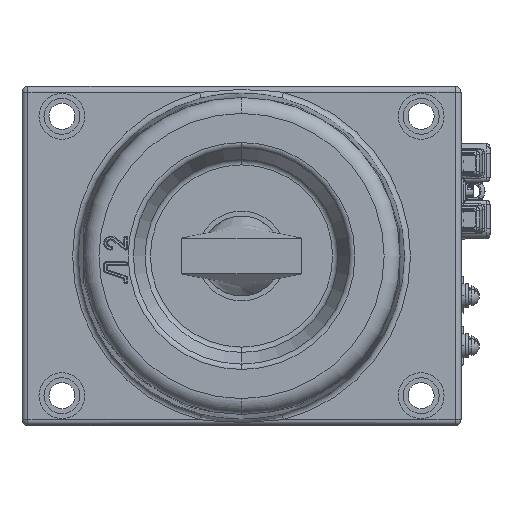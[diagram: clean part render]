
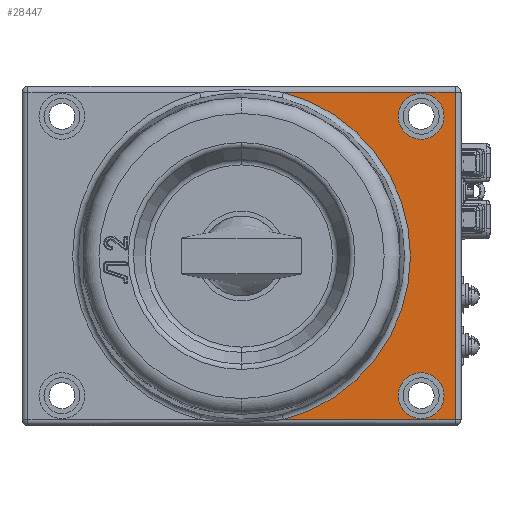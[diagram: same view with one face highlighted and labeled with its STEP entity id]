
A CAD part, left-side view. The second image highlights one B-rep face of the part: STEP entity #28447.
In plain terms, the highlighted planar face has unit normal (-1, 0, 0).
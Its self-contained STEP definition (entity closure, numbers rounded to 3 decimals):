
#1279 = ORIENTED_EDGE ( 'NONE', *, *, #49949, .T. ) ;
#1285 = ORIENTED_EDGE ( 'NONE', *, *, #40500, .T. ) ;
#1290 = ORIENTED_EDGE ( 'NONE', *, *, #40508, .T. ) ;
#1319 = ORIENTED_EDGE ( 'NONE', *, *, #40754, .F. ) ;
#1320 = ORIENTED_EDGE ( 'NONE', *, *, #40766, .F. ) ;
#1324 = ORIENTED_EDGE ( 'NONE', *, *, #40501, .F. ) ;
#1337 = ORIENTED_EDGE ( 'NONE', *, *, #50140, .T. ) ;
#11051 = CARTESIAN_POINT ( 'NONE',  ( -30., 0., -27.723 ) ) ;
#11096 = DIRECTION ( 'NONE',  ( 0., 0., -1. ) ) ;
#11099 = DIRECTION ( 'NONE',  ( 1., 0., 0. ) ) ;
#13548 = CARTESIAN_POINT ( 'NONE',  ( -30., -107., 57.277 ) ) ;
#13574 = DIRECTION ( 'NONE',  ( 0., 0., 1. ) ) ;
#17047 = CARTESIAN_POINT ( 'NONE',  ( -30., -20.962, -109.723 ) ) ;
#17064 = CARTESIAN_POINT ( 'NONE',  ( -30., -20.962, 54.277 ) ) ;
#17789 = ORIENTED_EDGE ( 'NONE', *, *, #40503, .F. ) ;
#19503 = EDGE_LOOP ( 'NONE', ( #1324, #1320 ) ) ;
#19523 = EDGE_LOOP ( 'NONE', ( #1285, #1337, #1290, #1279 ) ) ;
#19559 = EDGE_LOOP ( 'NONE', ( #17789, #1319 ) ) ;
#20028 = VERTEX_POINT ( 'NONE', #44743 ) ;
#20030 = VERTEX_POINT ( 'NONE', #44791 ) ;
#20037 = VERTEX_POINT ( 'NONE', #44753 ) ;
#20065 = VERTEX_POINT ( 'NONE', #44786 ) ;
#20113 = VERTEX_POINT ( 'NONE', #45749 ) ;
#20151 = VERTEX_POINT ( 'NONE', #45752 ) ;
#21716 = CARTESIAN_POINT ( 'NONE',  ( -30., -110., 57.277 ) ) ;
#21721 = PLANE ( 'NONE',  #35111 ) ;
#21728 = DIRECTION ( 'NONE',  ( 0., 0., -1. ) ) ;
#21757 = DIRECTION ( 'NONE',  ( 1., 0., 0. ) ) ;
#23106 = AXIS2_PLACEMENT_3D ( 'NONE', #24169, #24170, #24172 ) ;
#23113 = AXIS2_PLACEMENT_3D ( 'NONE', #24168, #24180, #24182 ) ;
#23214 = AXIS2_PLACEMENT_3D ( 'NONE', #49624, #49615, #49610 ) ;
#23270 = AXIS2_PLACEMENT_3D ( 'NONE', #49648, #49685, #49665 ) ;
#23456 = AXIS2_PLACEMENT_3D ( 'NONE', #11051, #11099, #11096 ) ;
#24168 = CARTESIAN_POINT ( 'NONE',  ( -30., -90., 42.277 ) ) ;
#24169 = CARTESIAN_POINT ( 'NONE',  ( -30., -90., -97.723 ) ) ;
#24170 = DIRECTION ( 'NONE',  ( -1., 0., 0. ) ) ;
#24172 = DIRECTION ( 'NONE',  ( 0., 0., -1. ) ) ;
#24180 = DIRECTION ( 'NONE',  ( -1., 0., 0. ) ) ;
#24182 = DIRECTION ( 'NONE',  ( 0., 0., -1. ) ) ;
#24187 = DIRECTION ( 'NONE',  ( 0., 1., 0. ) ) ;
#24214 = CARTESIAN_POINT ( 'NONE',  ( -30., -110., 54.277 ) ) ;
#24234 = CARTESIAN_POINT ( 'NONE',  ( -30., -110., -109.723 ) ) ;
#24255 = DIRECTION ( 'NONE',  ( 0., -1., 0. ) ) ;
#25415 = LINE ( 'NONE', #13548, #25416 ) ;
#25416 = VECTOR ( 'NONE', #13574, 1000. ) ;
#28447 = ADVANCED_FACE ( 'NONE', ( #30571, #30522, #30527 ), #21721, .F. ) ;
#30522 = FACE_BOUND ( 'NONE', #19503, .T. ) ;
#30527 = FACE_OUTER_BOUND ( 'NONE', #19523, .T. ) ;
#30571 = FACE_BOUND ( 'NONE', #19559, .T. ) ;
#30759 = LINE ( 'NONE', #24214, #30764 ) ;
#30764 = VECTOR ( 'NONE', #24187, 1000. ) ;
#30765 = LINE ( 'NONE', #24234, #30783 ) ;
#30774 = CIRCLE ( 'NONE', #23106, 11.5 ) ;
#30777 = CIRCLE ( 'NONE', #23113, 11.5 ) ;
#30783 = VECTOR ( 'NONE', #24255, 1000. ) ;
#31069 = CIRCLE ( 'NONE', #23270, 11.5 ) ;
#31077 = CIRCLE ( 'NONE', #23214, 11.5 ) ;
#35111 = AXIS2_PLACEMENT_3D ( 'NONE', #21716, #21757, #21728 ) ;
#39531 = VERTEX_POINT ( 'NONE', #17047 ) ;
#39550 = VERTEX_POINT ( 'NONE', #17064 ) ;
#40500 = EDGE_CURVE ( 'NONE', #20037, #39550, #30759, .T. ) ;
#40501 = EDGE_CURVE ( 'NONE', #20030, #20065, #30777, .T. ) ;
#40503 = EDGE_CURVE ( 'NONE', #20113, #20028, #30774, .T. ) ;
#40508 = EDGE_CURVE ( 'NONE', #39531, #20151, #30765, .T. ) ;
#40754 = EDGE_CURVE ( 'NONE', #20028, #20113, #31077, .T. ) ;
#40766 = EDGE_CURVE ( 'NONE', #20065, #20030, #31069, .T. ) ;
#41776 = CIRCLE ( 'NONE', #23456, 84.637 ) ;
#44743 = CARTESIAN_POINT ( 'NONE',  ( -30., -90., -86.223 ) ) ;
#44753 = CARTESIAN_POINT ( 'NONE',  ( -30., -107., 54.277 ) ) ;
#44786 = CARTESIAN_POINT ( 'NONE',  ( -30., -90., 53.777 ) ) ;
#44791 = CARTESIAN_POINT ( 'NONE',  ( -30., -90., 30.777 ) ) ;
#45749 = CARTESIAN_POINT ( 'NONE',  ( -30., -90., -109.223 ) ) ;
#45752 = CARTESIAN_POINT ( 'NONE',  ( -30., -107., -109.723 ) ) ;
#49610 = DIRECTION ( 'NONE',  ( 0., 0., -1. ) ) ;
#49615 = DIRECTION ( 'NONE',  ( -1., 0., 0. ) ) ;
#49624 = CARTESIAN_POINT ( 'NONE',  ( -30., -90., -97.723 ) ) ;
#49648 = CARTESIAN_POINT ( 'NONE',  ( -30., -90., 42.277 ) ) ;
#49665 = DIRECTION ( 'NONE',  ( 0., 0., -1. ) ) ;
#49685 = DIRECTION ( 'NONE',  ( -1., 0., 0. ) ) ;
#49949 = EDGE_CURVE ( 'NONE', #20151, #20037, #25415, .T. ) ;
#50140 = EDGE_CURVE ( 'NONE', #39550, #39531, #41776, .T. ) ;
